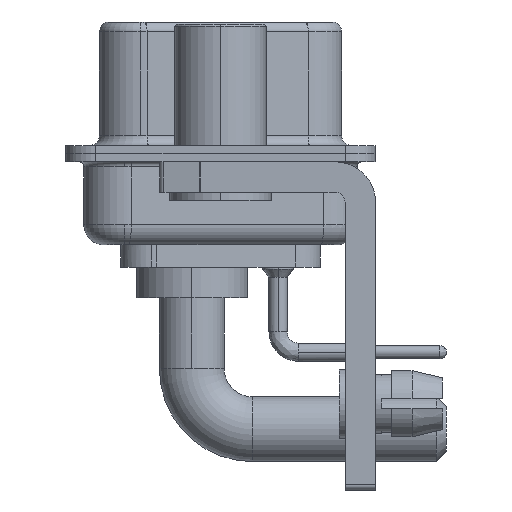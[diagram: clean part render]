
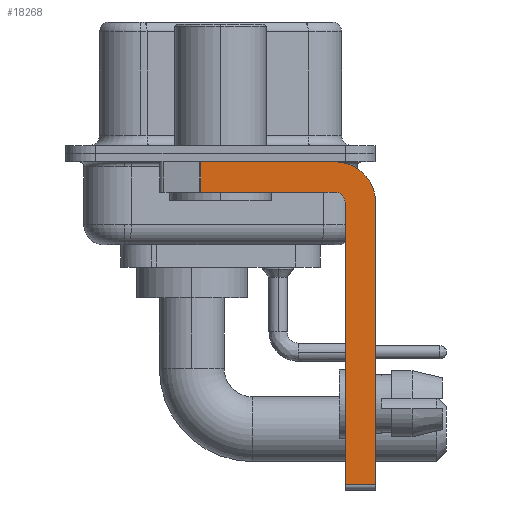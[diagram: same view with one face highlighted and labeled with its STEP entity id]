
A CAD part, left-side view. The second image highlights one B-rep face of the part: STEP entity #18268.
In plain terms, the highlighted planar face has unit normal (-1, 0, 0).
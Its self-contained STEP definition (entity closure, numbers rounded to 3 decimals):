
#32 = VERTEX_POINT ( 'NONE', #25666 ) ;
#281 = DIRECTION ( 'NONE',  ( 1., 0., 0. ) ) ;
#449 = CIRCLE ( 'NONE', #3642, 0.5 ) ;
#683 = AXIS2_PLACEMENT_3D ( 'NONE', #25896, #27867, #10584 ) ;
#720 = ORIENTED_EDGE ( 'NONE', *, *, #8362, .F. ) ;
#838 = EDGE_CURVE ( 'NONE', #25646, #5352, #10387, .T. ) ;
#866 = EDGE_CURVE ( 'NONE', #16641, #27876, #12783, .T. ) ;
#1153 = CIRCLE ( 'NONE', #683, 2. ) ;
#1427 = DIRECTION ( 'NONE',  ( 0., 0., -1. ) ) ;
#1448 = CARTESIAN_POINT ( 'NONE',  ( -2.9, 0.978, -1.9 ) ) ;
#1839 = DIRECTION ( 'NONE',  ( 0., -1., 0. ) ) ;
#2702 = DIRECTION ( 'NONE',  ( 0., 0., -1. ) ) ;
#3642 = AXIS2_PLACEMENT_3D ( 'NONE', #15650, #5181, #11116 ) ;
#5181 = DIRECTION ( 'NONE',  ( -1., 0., 0. ) ) ;
#5317 = ORIENTED_EDGE ( 'NONE', *, *, #17185, .F. ) ;
#5352 = VERTEX_POINT ( 'NONE', #22629 ) ;
#5634 = CARTESIAN_POINT ( 'NONE',  ( -2.9, -5.65, -1.9 ) ) ;
#5883 = DIRECTION ( 'NONE',  ( 0., 0., 1. ) ) ;
#6632 = EDGE_LOOP ( 'NONE', ( #15963, #20871, #18422, #5317, #12029, #19153, #720, #13521 ) ) ;
#6709 = VECTOR ( 'NONE', #5883, 1000. ) ;
#7446 = LINE ( 'NONE', #13792, #27382 ) ;
#8191 = AXIS2_PLACEMENT_3D ( 'NONE', #11191, #281, #2702 ) ;
#8362 = EDGE_CURVE ( 'NONE', #14851, #21719, #12198, .T. ) ;
#9324 = LINE ( 'NONE', #24485, #20999 ) ;
#9633 = CARTESIAN_POINT ( 'NONE',  ( -2.9, -6.15, -16.35 ) ) ;
#10316 = VECTOR ( 'NONE', #21447, 1000. ) ;
#10387 = LINE ( 'NONE', #17049, #6709 ) ;
#10584 = DIRECTION ( 'NONE',  ( 0., 0., -1. ) ) ;
#11116 = DIRECTION ( 'NONE',  ( 0., 0., 1. ) ) ;
#11140 = VERTEX_POINT ( 'NONE', #15195 ) ;
#11191 = CARTESIAN_POINT ( 'NONE',  ( -2.9, -5.65, -2.4 ) ) ;
#12029 = ORIENTED_EDGE ( 'NONE', *, *, #838, .F. ) ;
#12198 = LINE ( 'NONE', #20858, #14053 ) ;
#12452 = EDGE_CURVE ( 'NONE', #25646, #21719, #21263, .T. ) ;
#12763 = EDGE_CURVE ( 'NONE', #32, #11140, #9324, .T. ) ;
#12783 = LINE ( 'NONE', #13061, #10316 ) ;
#13061 = CARTESIAN_POINT ( 'NONE',  ( -2.9, -5.65, -1.9 ) ) ;
#13521 = ORIENTED_EDGE ( 'NONE', *, *, #14341, .F. ) ;
#13792 = CARTESIAN_POINT ( 'NONE',  ( -2.9, 0.978, -1.9 ) ) ;
#14053 = VECTOR ( 'NONE', #1427, 1000. ) ;
#14341 = EDGE_CURVE ( 'NONE', #11140, #14851, #1153, .T. ) ;
#14851 = VERTEX_POINT ( 'NONE', #15630 ) ;
#15195 = CARTESIAN_POINT ( 'NONE',  ( -2.9, -5.65, -0.4 ) ) ;
#15630 = CARTESIAN_POINT ( 'NONE',  ( -2.9, -7.65, -2.4 ) ) ;
#15650 = CARTESIAN_POINT ( 'NONE',  ( -2.9, -5.65, -2.4 ) ) ;
#15963 = ORIENTED_EDGE ( 'NONE', *, *, #12763, .F. ) ;
#16641 = VERTEX_POINT ( 'NONE', #5634 ) ;
#17049 = CARTESIAN_POINT ( 'NONE',  ( -2.9, -6.15, -16.6 ) ) ;
#17185 = EDGE_CURVE ( 'NONE', #5352, #16641, #449, .T. ) ;
#18268 = ADVANCED_FACE ( 'NONE', ( #19555 ), #22244, .F. ) ;
#18422 = ORIENTED_EDGE ( 'NONE', *, *, #866, .F. ) ;
#18482 = DIRECTION ( 'NONE',  ( 0., 0., -1. ) ) ;
#19153 = ORIENTED_EDGE ( 'NONE', *, *, #12452, .T. ) ;
#19555 = FACE_OUTER_BOUND ( 'NONE', #6632, .T. ) ;
#20858 = CARTESIAN_POINT ( 'NONE',  ( -2.9, -7.65, -2.4 ) ) ;
#20871 = ORIENTED_EDGE ( 'NONE', *, *, #23436, .T. ) ;
#20999 = VECTOR ( 'NONE', #26887, 1000. ) ;
#21263 = LINE ( 'NONE', #27760, #22797 ) ;
#21447 = DIRECTION ( 'NONE',  ( 0., 1., 0. ) ) ;
#21719 = VERTEX_POINT ( 'NONE', #26037 ) ;
#22244 = PLANE ( 'NONE',  #8191 ) ;
#22629 = CARTESIAN_POINT ( 'NONE',  ( -2.9, -6.15, -2.4 ) ) ;
#22797 = VECTOR ( 'NONE', #1839, 1000. ) ;
#23436 = EDGE_CURVE ( 'NONE', #32, #27876, #7446, .T. ) ;
#24485 = CARTESIAN_POINT ( 'NONE',  ( -2.9, 3., -0.4 ) ) ;
#25646 = VERTEX_POINT ( 'NONE', #9633 ) ;
#25666 = CARTESIAN_POINT ( 'NONE',  ( -2.9, 0.978, -0.4 ) ) ;
#25896 = CARTESIAN_POINT ( 'NONE',  ( -2.9, -5.65, -2.4 ) ) ;
#26037 = CARTESIAN_POINT ( 'NONE',  ( -2.9, -7.65, -16.35 ) ) ;
#26887 = DIRECTION ( 'NONE',  ( 0., -1., 0. ) ) ;
#27382 = VECTOR ( 'NONE', #18482, 1000. ) ;
#27760 = CARTESIAN_POINT ( 'NONE',  ( -2.9, -5.65, -16.35 ) ) ;
#27867 = DIRECTION ( 'NONE',  ( 1., 0., 0. ) ) ;
#27876 = VERTEX_POINT ( 'NONE', #1448 ) ;
